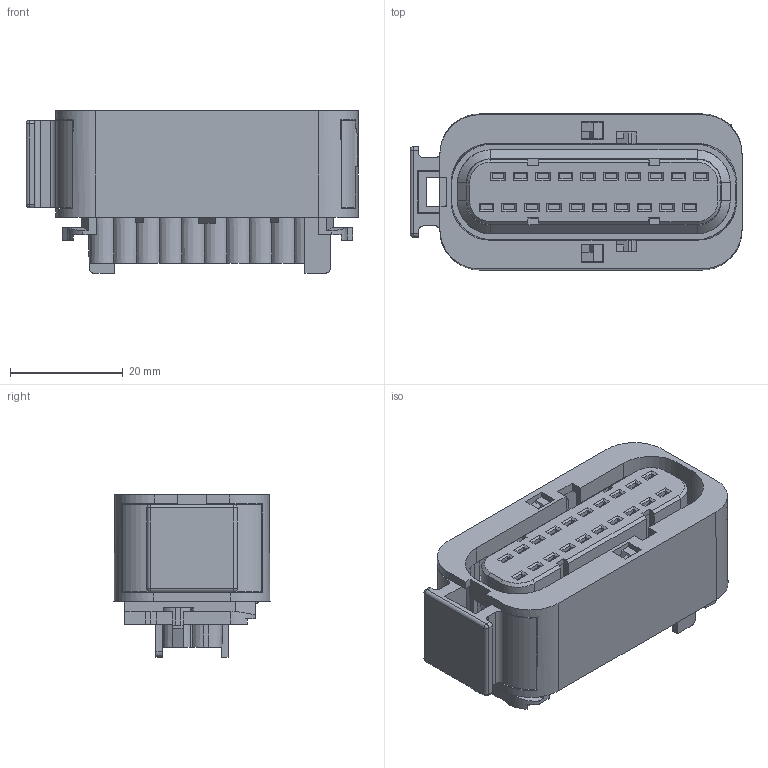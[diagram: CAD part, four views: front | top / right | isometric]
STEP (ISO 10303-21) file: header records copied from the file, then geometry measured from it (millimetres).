
FILE_DESCRIPTION(/* description */ (''),/* implementation_level */ '2;1');
FILE_NAME(/* name */ '15355368-ENV11_05-CONN.stp',/* time_stamp */ '2023-06-21T14:50:02+08:00',/* author */ (''),/* organization */ (''),/* preprocessor_version */ 'ST-DEVELOPER v16',/* originating_system */ 'SIEMENS PLM Software NX 11.0',/* authorisation */ '');
FILE_SCHEMA (('AUTOMOTIVE_DESIGN { 1 0 10303 214 3 1 1 1 }'));
Length unit declared in the file: millimetre
Products named in the file (1): 15355368-ENV11_05-CONN
Bounding box: 58.86 x 27.66 x 28.85 mm (x, y, z)
Volume: 25280.5 mm3; surface area: 18754.7 mm2
Topology: 1 solids, 1 shells, 697 faces, 1905 edges, 1219 vertices
Faces by surface type: plane 560, cylinder 67, bspline 34, cone 26, torus 6, sphere 4
Entity records: 22787 total; most frequent: CARTESIAN_POINT 5258, ORIENTED_EDGE 3802, DIRECTION 3368, EDGE_CURVE 1901, LINE 1508, VECTOR 1508, VERTEX_POINT 1219, AXIS2_PLACEMENT_3D 930
